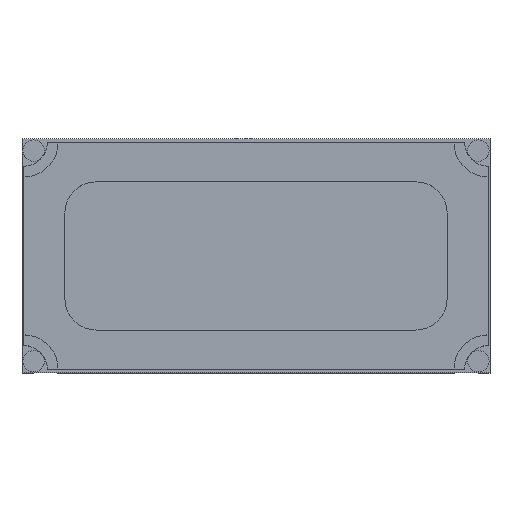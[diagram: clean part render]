
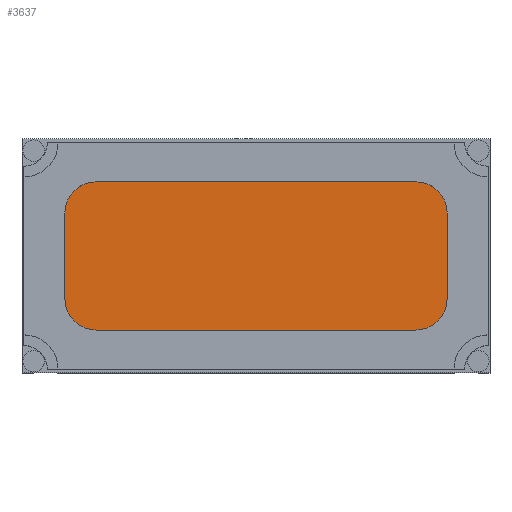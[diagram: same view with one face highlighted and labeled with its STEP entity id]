
A CAD part, top view. The second image highlights one B-rep face of the part: STEP entity #3637.
In plain terms, the highlighted planar face has unit normal (0, 0, 1).
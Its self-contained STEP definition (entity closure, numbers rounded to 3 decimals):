
#3446 = VERTEX_POINT('',#3447);
#3447 = CARTESIAN_POINT('',(-4.9,1.1,1.8));
#3455 = VERTEX_POINT('',#3456);
#3456 = CARTESIAN_POINT('',(-4.9,-1.1,1.8));
#3462 = EDGE_CURVE('',#3446,#3455,#3463,.T.);
#3463 = LINE('',#3464,#3465);
#3464 = CARTESIAN_POINT('',(-4.9,1.1,1.8));
#3465 = VECTOR('',#3466,1.);
#3466 = DIRECTION('',(0.,-1.,0.));
#3477 = VERTEX_POINT('',#3478);
#3478 = CARTESIAN_POINT('',(-4.1,1.9,1.8));
#3486 = EDGE_CURVE('',#3477,#3446,#3487,.T.);
#3487 = CIRCLE('',#3488,0.8);
#3488 = AXIS2_PLACEMENT_3D('',#3489,#3490,#3491);
#3489 = CARTESIAN_POINT('',(-4.1,1.1,1.8));
#3490 = DIRECTION('',(0.,0.,1.));
#3491 = DIRECTION('',(1.,0.,0.));
#3504 = VERTEX_POINT('',#3505);
#3505 = CARTESIAN_POINT('',(-4.1,-1.9,1.8));
#3511 = EDGE_CURVE('',#3455,#3504,#3512,.T.);
#3512 = CIRCLE('',#3513,0.8);
#3513 = AXIS2_PLACEMENT_3D('',#3514,#3515,#3516);
#3514 = CARTESIAN_POINT('',(-4.1,-1.1,1.8));
#3515 = DIRECTION('',(0.,0.,1.));
#3516 = DIRECTION('',(1.,0.,0.));
#3527 = VERTEX_POINT('',#3528);
#3528 = CARTESIAN_POINT('',(4.1,1.9,1.8));
#3536 = EDGE_CURVE('',#3527,#3477,#3537,.T.);
#3537 = LINE('',#3538,#3539);
#3538 = CARTESIAN_POINT('',(4.1,1.9,1.8));
#3539 = VECTOR('',#3540,1.);
#3540 = DIRECTION('',(-1.,0.,0.));
#3553 = VERTEX_POINT('',#3554);
#3554 = CARTESIAN_POINT('',(4.1,-1.9,1.8));
#3560 = EDGE_CURVE('',#3504,#3553,#3561,.T.);
#3561 = LINE('',#3562,#3563);
#3562 = CARTESIAN_POINT('',(-4.1,-1.9,1.8));
#3563 = VECTOR('',#3564,1.);
#3564 = DIRECTION('',(1.,0.,0.));
#3575 = VERTEX_POINT('',#3576);
#3576 = CARTESIAN_POINT('',(4.9,1.1,1.8));
#3584 = EDGE_CURVE('',#3575,#3527,#3585,.T.);
#3585 = CIRCLE('',#3586,0.8);
#3586 = AXIS2_PLACEMENT_3D('',#3587,#3588,#3589);
#3587 = CARTESIAN_POINT('',(4.1,1.1,1.8));
#3588 = DIRECTION('',(0.,0.,1.));
#3589 = DIRECTION('',(1.,0.,0.));
#3602 = VERTEX_POINT('',#3603);
#3603 = CARTESIAN_POINT('',(4.9,-1.1,1.8));
#3609 = EDGE_CURVE('',#3553,#3602,#3610,.T.);
#3610 = CIRCLE('',#3611,0.8);
#3611 = AXIS2_PLACEMENT_3D('',#3612,#3613,#3614);
#3612 = CARTESIAN_POINT('',(4.1,-1.1,1.8));
#3613 = DIRECTION('',(0.,0.,1.));
#3614 = DIRECTION('',(1.,0.,0.));
#3627 = EDGE_CURVE('',#3602,#3575,#3628,.T.);
#3628 = LINE('',#3629,#3630);
#3629 = CARTESIAN_POINT('',(4.9,-1.1,1.8));
#3630 = VECTOR('',#3631,1.);
#3631 = DIRECTION('',(0.,1.,0.));
#3637 = ADVANCED_FACE('',(#3638),#3648,.T.);
#3638 = FACE_BOUND('',#3639,.T.);
#3639 = EDGE_LOOP('',(#3640,#3641,#3642,#3643,#3644,#3645,#3646,#3647));
#3640 = ORIENTED_EDGE('',*,*,#3486,.T.);
#3641 = ORIENTED_EDGE('',*,*,#3462,.T.);
#3642 = ORIENTED_EDGE('',*,*,#3511,.T.);
#3643 = ORIENTED_EDGE('',*,*,#3560,.T.);
#3644 = ORIENTED_EDGE('',*,*,#3609,.T.);
#3645 = ORIENTED_EDGE('',*,*,#3627,.T.);
#3646 = ORIENTED_EDGE('',*,*,#3584,.T.);
#3647 = ORIENTED_EDGE('',*,*,#3536,.T.);
#3648 = PLANE('',#3649);
#3649 = AXIS2_PLACEMENT_3D('',#3650,#3651,#3652);
#3650 = CARTESIAN_POINT('',(0.,0.,1.8));
#3651 = DIRECTION('',(0.,0.,1.));
#3652 = DIRECTION('',(1.,0.,0.));
